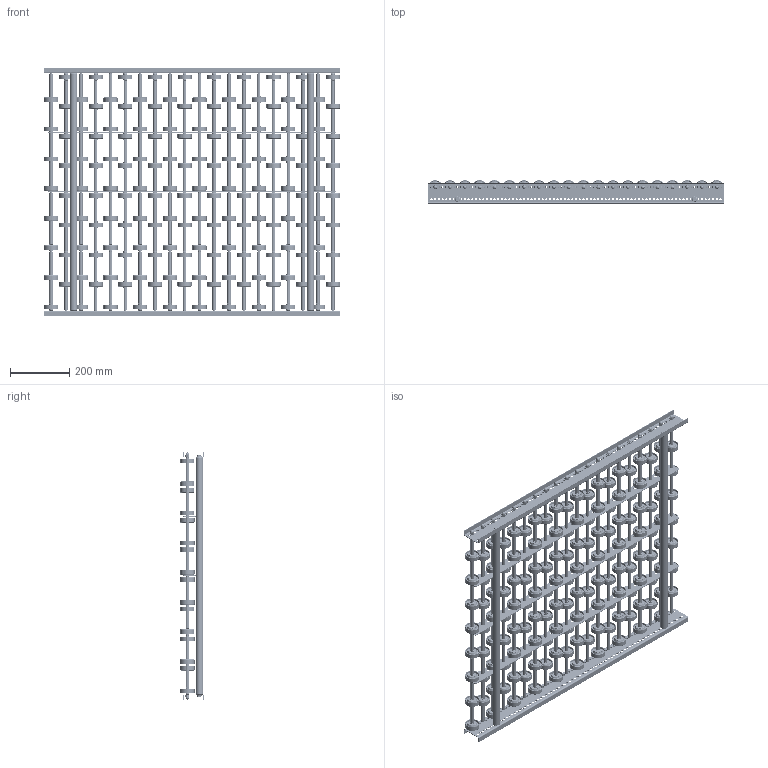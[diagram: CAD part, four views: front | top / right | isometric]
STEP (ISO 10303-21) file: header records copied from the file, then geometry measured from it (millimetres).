
FILE_DESCRIPTION (( 'STEP AP214' ), '1' );
FILE_NAME ('0052390.step', '2021-10-26T13:12:39', ( '' ), ( '' ), 'SwSTEP 2.0', 'SolidWorks 2020', '' );
FILE_SCHEMA (( 'AUTOMOTIVE_DESIGN' ));
Length unit declared in the file: millimetre
Products named in the file (10): Traversen_KFG_L800; 0046278_KB-ROHR-12X1,75mm_KFG_L75; Profil_LRB-20x70x20x2_KFG_S100200_U-PROFIL-20-70-20-2-LRB-L=1000; 0011532_2300-48-8; Röllchenachse-für-Konfiguration_EL800; S100994_Sperrzahnschraube_M08x16-8.8-A2K; 0052390; S106837_Gewindestange-M8-KFG_L820; Hutmutter_DIN_1587_M8; S100100_Längstraverse-42x2,5_S100147_L„ngstraverse-RB-1000
Assembly tree (88 placements, depth 3):
  0052390
    Profil_LRB-20x70x20x2_KFG_S100200_U-PROFIL-20-70-20-2-LRB-L=1000  x2
    S100994_Sperrzahnschraube_M08x16-8.8-A2K  x4
    Traversen_KFG_L800  x2
    Röllchenachse-für-Konfiguration_EL800  x20
      S106837_Gewindestange-M8-KFG_L820
      0011532_2300-48-8
      0046278_KB-ROHR-12X1,75mm_KFG_L75
    S100100_Längstraverse-42x2,5_S100147_L„ngstraverse-RB-1000  x3
    Hutmutter_DIN_1587_M8  x40
Bounding box: 1000 x 78.99 x 840 mm (x, y, z)
Volume: 5310929.8 mm3; surface area: 3716700.6 mm2
Topology: 395 solids, 395 shells, 14456 faces, 30110 edges, 17820 vertices
Faces by surface type: torus 5136, cylinder 4654, plane 2578, cone 2048, bspline 40
Entity records: 21852 total; most frequent: DIRECTION 3963, CARTESIAN_POINT 3794, ORIENTED_EDGE 3252, AXIS2_PLACEMENT_3D 1719, EDGE_CURVE 1626, VERTEX_POINT 1054, EDGE_LOOP 1024, CIRCLE 1021
